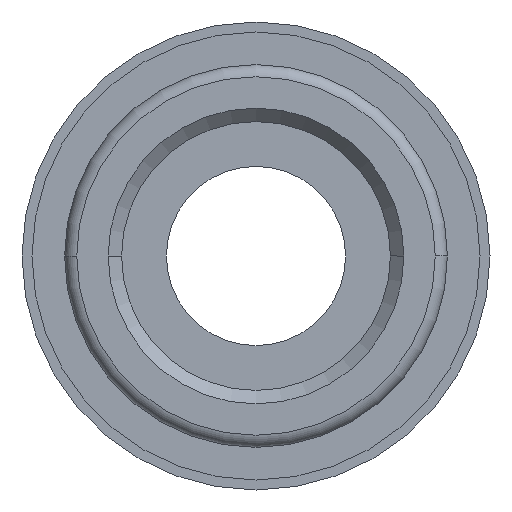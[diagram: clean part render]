
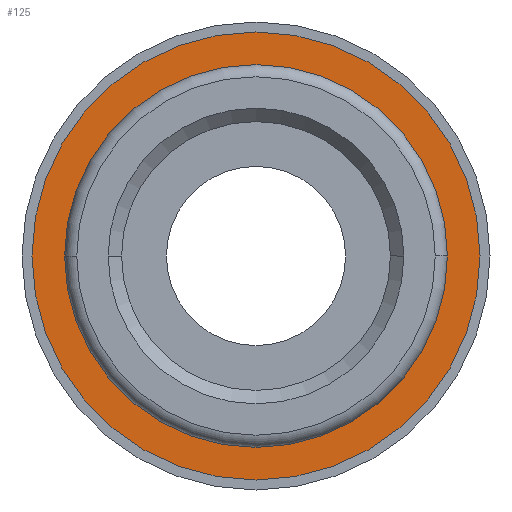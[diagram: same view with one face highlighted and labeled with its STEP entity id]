
A CAD part, front view. The second image highlights one B-rep face of the part: STEP entity #125.
In plain terms, the highlighted planar face has unit normal (0, -1, 0).
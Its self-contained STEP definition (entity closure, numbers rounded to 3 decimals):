
#125=ADVANCED_FACE('',(#269,#270),#271,.T.);
#269=FACE_BOUND('',#426,.T.);
#270=FACE_OUTER_BOUND('',#427,.T.);
#271=PLANE('',#428);
#426=EDGE_LOOP('',(#709,#710,#711));
#427=EDGE_LOOP('',(#712,#713));
#428=AXIS2_PLACEMENT_3D('',#714,#715,#716);
#709=ORIENTED_EDGE('',*,*,#902,.T.);
#710=ORIENTED_EDGE('',*,*,#926,.T.);
#711=ORIENTED_EDGE('',*,*,#903,.T.);
#712=ORIENTED_EDGE('',*,*,#981,.F.);
#713=ORIENTED_EDGE('',*,*,#982,.F.);
#714=CARTESIAN_POINT('',(-5.625,3.6,0.));
#715=DIRECTION('',(0.0,-1.0,0.0));
#716=DIRECTION('',(1.0,0.0,0.));
#902=EDGE_CURVE('',#1067,#1065,#1068,.T.);
#903=EDGE_CURVE('',#1069,#1067,#1070,.T.);
#926=EDGE_CURVE('',#1065,#1069,#1105,.T.);
#981=EDGE_CURVE('',#1182,#1183,#1184,.T.);
#982=EDGE_CURVE('',#1183,#1182,#1185,.T.);
#1065=VERTEX_POINT('',#1280);
#1067=VERTEX_POINT('',#1282);
#1068=CIRCLE('',#1283,9.156);
#1069=VERTEX_POINT('',#1284);
#1070=CIRCLE('',#1285,9.156);
#1105=CIRCLE('',#1324,9.156);
#1182=VERTEX_POINT('',#1413);
#1183=VERTEX_POINT('',#1414);
#1184=CIRCLE('',#1415,11.25);
#1185=CIRCLE('',#1416,11.25);
#1280=CARTESIAN_POINT('',(-9.156,3.6,0.));
#1282=CARTESIAN_POINT('',(0.0,3.6,-9.156));
#1283=AXIS2_PLACEMENT_3D('',#1514,#1515,#1516);
#1284=CARTESIAN_POINT('',(9.156,3.6,0.));
#1285=AXIS2_PLACEMENT_3D('',#1517,#1518,#1519);
#1324=AXIS2_PLACEMENT_3D('',#1560,#1561,#1562);
#1413=CARTESIAN_POINT('',(-11.25,3.6,0.));
#1414=CARTESIAN_POINT('',(11.25,3.6,0.));
#1415=AXIS2_PLACEMENT_3D('',#1653,#1654,#1655);
#1416=AXIS2_PLACEMENT_3D('',#1656,#1657,#1658);
#1514=CARTESIAN_POINT('',(0.0,3.6,0.0));
#1515=DIRECTION('',(0.0,1.0,0.0));
#1516=DIRECTION('',(0.,0.0,1.0));
#1517=CARTESIAN_POINT('',(0.0,3.6,0.0));
#1518=DIRECTION('',(0.0,1.0,0.0));
#1519=DIRECTION('',(0.,0.0,1.0));
#1560=CARTESIAN_POINT('',(0.0,3.6,0.0));
#1561=DIRECTION('',(0.0,1.0,0.0));
#1562=DIRECTION('',(0.,0.0,1.0));
#1653=CARTESIAN_POINT('',(0.0,3.6,0.0));
#1654=DIRECTION('',(0.0,1.0,0.0));
#1655=DIRECTION('',(-1.0,0.0,0.));
#1656=CARTESIAN_POINT('',(0.0,3.6,0.0));
#1657=DIRECTION('',(0.0,1.0,0.0));
#1658=DIRECTION('',(-1.0,0.0,0.));
